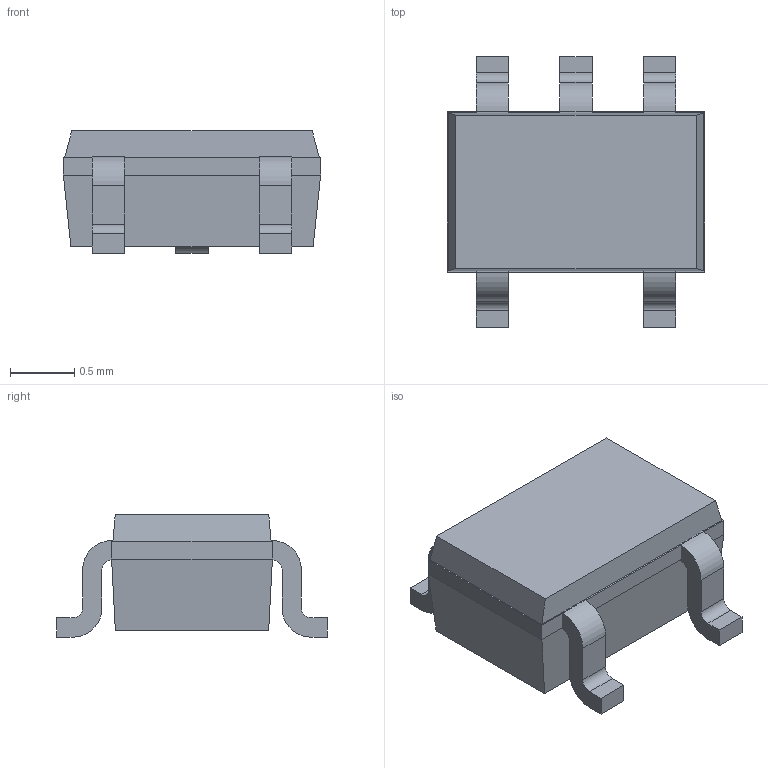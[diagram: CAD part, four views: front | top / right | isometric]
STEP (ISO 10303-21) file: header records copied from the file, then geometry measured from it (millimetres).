
FILE_DESCRIPTION(('STEP AP214'),'1');
FILE_NAME('28009.stp','2017-07-17T15:21:46',('TraceParts'),('TraceParts S.A.'),'Spatial InterOp 3D',' ',' ');
FILE_SCHEMA(('automotive_design'));
Length unit declared in the file: millimetre
Products named in the file (6): 28009_1; 28009_2; 28009_3; 28009_4; 28009_5; 28009_6
Bounding box: 2 x 2.1 x 0.95 mm (x, y, z)
Volume: 2.3 mm3; surface area: 14.7 mm2
Topology: 6 solids, 6 shells, 85 faces, 212 edges, 140 vertices
Faces by surface type: plane 65, cylinder 20
Entity records: 3334 total; most frequent: CARTESIAN_POINT 443, DIRECTION 434, ORIENTED_EDGE 424, EDGE_CURVE 212, LINE 172, VECTOR 172, VERTEX_POINT 140, AXIS2_PLACEMENT_3D 131
